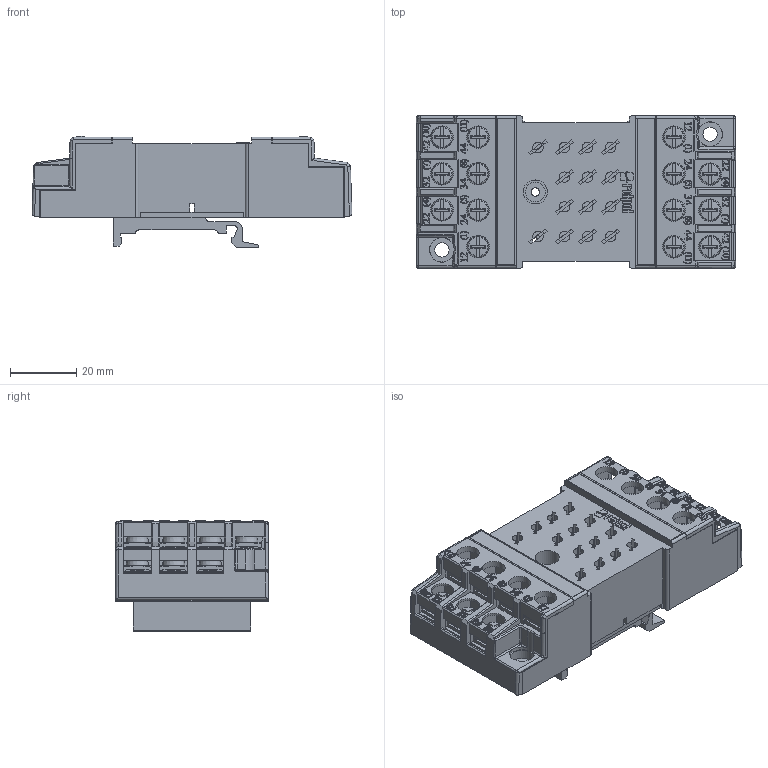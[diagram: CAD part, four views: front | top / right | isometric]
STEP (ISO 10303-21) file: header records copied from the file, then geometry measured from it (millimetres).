
FILE_DESCRIPTION((''),'2;1');
FILE_NAME('GZ14U.stp','2015-07-27T15:39:24',('CAD Station'),(''),'Autodesk Inventor 2013','Autodesk Inventor 2013','');
FILE_SCHEMA(('CONFIG_CONTROL_DESIGN'));
Length unit declared in the file: millimetre
Products named in the file (6): GZ14U; Dobry - jeden model; �.ruba z podk�adk� i zaciskiem; GZU-1400  Zacisk; GZU-1510 Nak�adka spr�ysta; GZU-1521 Wkr�t M4x6
Assembly tree (18 placements, depth 3):
  GZ14U
    Dobry - jeden model
    �.ruba z podk�adk� i zaciskiem  x14
      GZU-1400  Zacisk
      GZU-1510 Nak�adka spr�ysta
      GZU-1521 Wkr�t M4x6
Bounding box: 96.85 x 46.2 x 33.7 mm (x, y, z)
Volume: 81347.5 mm3; surface area: 47334 mm2
Topology: 45 solids, 45 shells, 3203 faces, 8365 edges, 5396 vertices
Faces by surface type: plane 1840, bspline 570, cylinder 437, torus 266, cone 88, sphere 2
Full cylindrical faces by diameter (mm): 2.25 x2, 2.4 x28, 2.525 x1, 3.2 x14, 4 x28, 4.1 x2, 4.35 x2, 4.5 x14, 5.5 x14, 6 x1, 6.85 x14, 7.25 x1, 7.4 x2, 7.5 x2
Entity records: 84015 total; most frequent: CARTESIAN_POINT 36830, ORIENTED_EDGE 10520, DIRECTION 7506, EDGE_CURVE 5260, VECTOR 3818, LINE 3818, VERTEX_POINT 3486, EDGE_LOOP 2204
